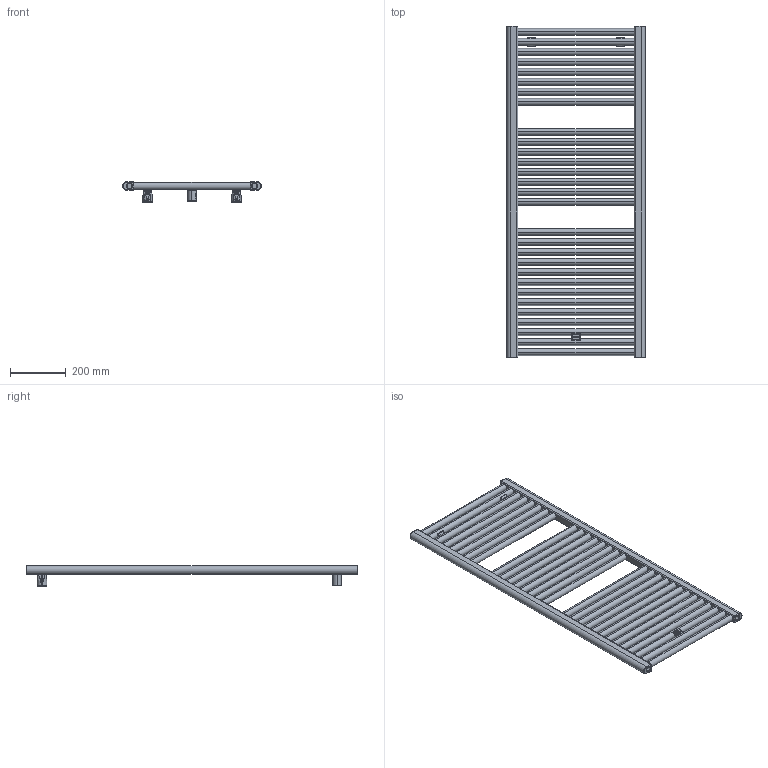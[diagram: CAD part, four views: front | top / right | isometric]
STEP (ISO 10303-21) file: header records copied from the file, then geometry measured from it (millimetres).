
FILE_DESCRIPTION((''),'2;1');
FILE_NAME('3551356100005_3D_SITO_ASM','2024-06-04T15:27:24',('PC132'),(''),'CREO PARAMETRIC BY PTC INC, 2023092','CREO PARAMETRIC BY PTC INC, 2023092','');
FILE_SCHEMA(('AUTOMOTIVE_DESIGN { 1 0 10303 214 1 1 1 1 }'));
Length unit declared in the file: millimetre
Products named in the file (16): 2551_CLAUDIA_500X1190_3D_SITO; BASE; CHELA_F_FIL_D25; CHELA_F_PAS_D25; 1102001310070_ASM; 5108_CLAUDIA; ATTACCO_3_GIUNTO_CLAUDIA; PIASTRINA_LOGO; ETICHETTA_ADESIVA; 1102001310061_ASM; 1001141210075; 1001141210076; 1001141210077; 1001081210001; 5102000000561_AF34_ASM; 3551356100005_3D_SITO_ASM
Assembly tree (18 placements, depth 4):
  3551356100005_3D_SITO_ASM
    2551_CLAUDIA_500X1190_3D_SITO
    5102000000561_AF34_ASM
      1102001310070_ASM  x2
        BASE
        CHELA_F_FIL_D25
        CHELA_F_PAS_D25
      1102001310061_ASM
        5108_CLAUDIA
        ATTACCO_3_GIUNTO_CLAUDIA
        PIASTRINA_LOGO
        ETICHETTA_ADESIVA
      1001141210075  x2
      1001141210076  x2
      1001141210077
      1001081210001
Bounding box: 500 x 1192 x 73.5 mm (x, y, z)
Volume: 8660335.4 mm3; surface area: 1296155.8 mm2
Topology: 17 solids, 29 shells, 1497 faces, 3583 edges, 2115 vertices
Faces by surface type: cylinder 436, plane 354, bspline 247, torus 210, cone 90, extrusion 84, sphere 76
Entity records: 71274 total; most frequent: CARTESIAN_POINT 19163, DIRECTION 5259, ORIENTED_EDGE 5240, PRESENTATION_STYLE_ASSIGNMENT 3988, STYLED_ITEM 3988, CURVE_STYLE 2907, EDGE_CURVE 2635, AXIS2_PLACEMENT_3D 2017
